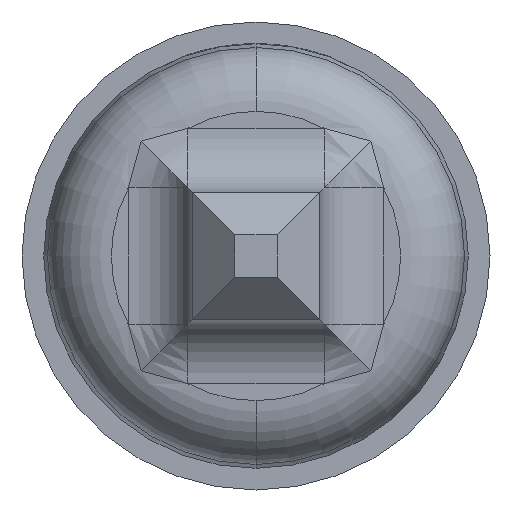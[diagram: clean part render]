
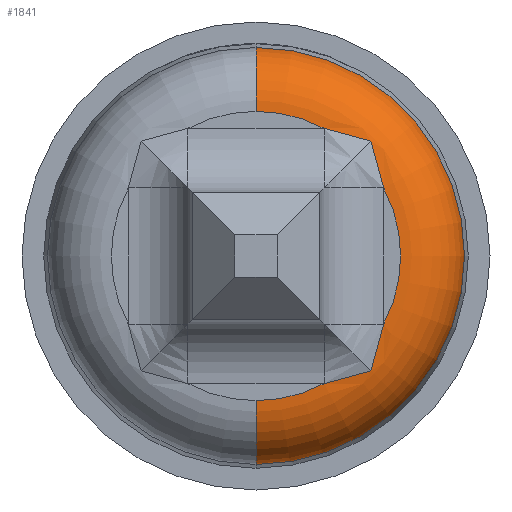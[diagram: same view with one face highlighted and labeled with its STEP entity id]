
A CAD part, front view. The second image highlights one B-rep face of the part: STEP entity #1841.
In plain terms, the highlighted toroidal (fillet/blend) face has major radius 0.68 mm and minor radius 0.3 mm.
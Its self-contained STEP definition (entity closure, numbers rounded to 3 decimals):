
#72 = CARTESIAN_POINT ( 'NONE',  ( 0., -29., -0.68 ) ) ;
#98 = CARTESIAN_POINT ( 'NONE',  ( 0., -29., 0. ) ) ;
#113 = ORIENTED_EDGE ( 'NONE', *, *, #131, .T. ) ;
#131 = EDGE_CURVE ( 'Defeature ausgef�hrt1_10+Defeature ausgef�hrt1_28+Defeature ausgef�hrt1_25+Defeature ausgef�hrt1_0', #3253, #2615, #955, .T. ) ;
#137 = DIRECTION ( 'NONE',  ( 0., -1., 0. ) ) ;
#153 = FACE_OUTER_BOUND ( 'NONE', #2638, .T. ) ;
#201 = ORIENTED_EDGE ( 'NONE', *, *, #3308, .T. ) ;
#249 = ORIENTED_EDGE ( 'NONE', *, *, #691, .T. ) ;
#316 = AXIS2_PLACEMENT_3D ( 'NONE', #1566, #2577, #1944 ) ;
#327 = EDGE_CURVE ( 'Defeature ausgef�hrt1_10+Defeature ausgef�hrt1_31+Defeature ausgef�hrt1_0+Defeature ausgef�hrt1_29', #2449, #2980, #2558, .T. ) ;
#351 = ORIENTED_EDGE ( 'NONE', *, *, #2874, .T. ) ;
#552 = CARTESIAN_POINT ( 'NONE',  ( 0.509, -28.993, 0.549 ) ) ;
#579 = AXIS2_PLACEMENT_3D ( 'NONE', #887, #2825, #1213 ) ;
#629 = ORIENTED_EDGE ( 'NONE', *, *, #1892, .F. ) ;
#691 = EDGE_CURVE ( 'Defeature ausgef�hrt1_10+Defeature ausgef�hrt1_29+Defeature ausgef�hrt1_31+Defeature ausgef�hrt1_3', #2980, #2772, #2101, .T. ) ;
#737 = ORIENTED_EDGE ( 'NONE', *, *, #1453, .F. ) ;
#774 = CARTESIAN_POINT ( 'NONE',  ( 0., -28.7, 0. ) ) ;
#800 = CARTESIAN_POINT ( 'NONE',  ( 0.6, -29., -0.32 ) ) ;
#835 = CIRCLE ( 'NONE', #3070, 0.98 ) ;
#841 = CARTESIAN_POINT ( 'NONE',  ( 0.446, -28.997, 0.567 ) ) ;
#867 = CARTESIAN_POINT ( 'NONE',  ( 0.54, -28.988, 0.54 ) ) ;
#887 = CARTESIAN_POINT ( 'NONE',  ( 0., -29., 0. ) ) ;
#892 = ORIENTED_EDGE ( 'NONE', *, *, #3085, .F. ) ;
#955 = B_SPLINE_CURVE_WITH_KNOTS ( 'NONE', 3,
 ( #1873, #2167, #3760, #3776 ),
 .UNSPECIFIED., .F., .F.,
 ( 4, 4 ),
 ( 0., 0. ),
 .UNSPECIFIED. ) ;
#957 = CARTESIAN_POINT ( 'NONE',  ( 0.6, -29., 0.32 ) ) ;
#995 = CIRCLE ( 'NONE', #316, 0.3 ) ;
#1054 = ORIENTED_EDGE ( 'NONE', *, *, #2518, .F. ) ;
#1073 = CARTESIAN_POINT ( 'NONE',  ( 0.54, -28.988, -0.54 ) ) ;
#1138 = CARTESIAN_POINT ( 'NONE',  ( 0., -28.7, 0.68 ) ) ;
#1162 = CARTESIAN_POINT ( 'NONE',  ( 0.478, -28.995, 0.558 ) ) ;
#1170 = VERTEX_POINT ( 'NONE', #72 ) ;
#1213 = DIRECTION ( 'NONE',  ( 0., 0., -1. ) ) ;
#1319 = CARTESIAN_POINT ( 'NONE',  ( 0.32, -29., -0.6 ) ) ;
#1343 = CARTESIAN_POINT ( 'NONE',  ( 0.54, -28.988, -0.54 ) ) ;
#1368 = VERTEX_POINT ( 'NONE', #3647 ) ;
#1374 = DIRECTION ( 'NONE',  ( 0., -1., 0. ) ) ;
#1386 = DIRECTION ( 'NONE',  ( 0., 0., -1. ) ) ;
#1436 = VERTEX_POINT ( 'NONE', #1784 ) ;
#1445 = AXIS2_PLACEMENT_3D ( 'NONE', #1757, #2112, #3367 ) ;
#1453 = EDGE_CURVE ( 'Defeature ausgef�hrt1_0+Defeature ausgef�hrt1_10+Defeature ausgef�hrt1_30+Defeature ausgef�hrt1_30', #2449, #2615, #2826, .T. ) ;
#1460 = CARTESIAN_POINT ( 'NONE',  ( 0.579, -28.999, -0.404 ) ) ;
#1562 = AXIS2_PLACEMENT_3D ( 'NONE', #98, #1374, #2287 ) ;
#1566 = CARTESIAN_POINT ( 'NONE',  ( 0., -28.7, -0.68 ) ) ;
#1586 = VERTEX_POINT ( 'NONE', #2003 ) ;
#1664 = CARTESIAN_POINT ( 'NONE',  ( 0., -28.7, 0. ) ) ;
#1697 = CARTESIAN_POINT ( 'NONE',  ( 0.468, -28.999, -0.561 ) ) ;
#1757 = CARTESIAN_POINT ( 'NONE',  ( 0., -29., 0. ) ) ;
#1767 = TOROIDAL_SURFACE ( 'NONE', #3981, 0.68, 0.3 ) ;
#1784 = CARTESIAN_POINT ( 'NONE',  ( 0., -28.7, -0.98 ) ) ;
#1803 = EDGE_CURVE ( 'Defeature ausgef�hrt1_3+Defeature ausgef�hrt1_10+Defeature ausgef�hrt1_26+Defeature ausgef�hrt1_26', #1170, #2772, #3522, .T. ) ;
#1841 = ADVANCED_FACE ( 'Defeature ausgef�hrt1_10', ( #153 ), #1767, .T. ) ;
#1853 = CARTESIAN_POINT ( 'NONE',  ( 0.6, -29., -0.32 ) ) ;
#1873 = CARTESIAN_POINT ( 'NONE',  ( 0.54, -28.988, 0.54 ) ) ;
#1892 = EDGE_CURVE ( 'Defeature ausgef�hrt1_9+Defeature ausgef�hrt1_10+Defeature ausgef�hrt1_10+Defeature ausgef�hrt1_10', #1586, #1436, #835, .T. ) ;
#1944 = DIRECTION ( 'NONE',  ( 0., 0., 1. ) ) ;
#2003 = CARTESIAN_POINT ( 'NONE',  ( 0., -28.7, 0.98 ) ) ;
#2060 = VERTEX_POINT ( 'NONE', #2218 ) ;
#2065 = DIRECTION ( 'NONE',  ( 0., 1., 0. ) ) ;
#2101 = B_SPLINE_CURVE_WITH_KNOTS ( 'NONE', 3,
 ( #1343, #1697, #2641, #2957 ),
 .UNSPECIFIED., .F., .F.,
 ( 4, 4 ),
 ( 0., 0. ),
 .UNSPECIFIED. ) ;
#2112 = DIRECTION ( 'NONE',  ( 0., -1., 0. ) ) ;
#2159 = CARTESIAN_POINT ( 'NONE',  ( 0.54, -28.988, -0.54 ) ) ;
#2167 = CARTESIAN_POINT ( 'NONE',  ( 0.561, -28.999, 0.468 ) ) ;
#2197 = ORIENTED_EDGE ( 'NONE', *, *, #1803, .F. ) ;
#2218 = CARTESIAN_POINT ( 'NONE',  ( 0.32, -29., 0.6 ) ) ;
#2287 = DIRECTION ( 'NONE',  ( 0., 0., -1. ) ) ;
#2367 = CARTESIAN_POINT ( 'NONE',  ( 0.549, -28.993, -0.509 ) ) ;
#2449 = VERTEX_POINT ( 'NONE', #1853 ) ;
#2481 = B_SPLINE_CURVE_WITH_KNOTS ( 'NONE', 3,
 ( #3371, #4038, #3692, #841, #1162, #552, #867 ),
 .UNSPECIFIED., .F., .F.,
 ( 4, 3, 4 ),
 ( 0., 0., 0. ),
 .UNSPECIFIED. ) ;
#2503 = CIRCLE ( 'NONE', #579, 0.68 ) ;
#2518 = EDGE_CURVE ( 'Defeature ausgef�hrt1_1+Defeature ausgef�hrt1_10+Defeature ausgef�hrt1_27+Defeature ausgef�hrt1_27', #2060, #1368, #2503, .T. ) ;
#2558 = B_SPLINE_CURVE_WITH_KNOTS ( 'NONE', 3,
 ( #800, #3982, #1460, #3620, #2696, #2367, #1073 ),
 .UNSPECIFIED., .F., .F.,
 ( 4, 3, 4 ),
 ( 0., 0., 0. ),
 .UNSPECIFIED. ) ;
#2560 = ORIENTED_EDGE ( 'NONE', *, *, #327, .T. ) ;
#2577 = DIRECTION ( 'NONE',  ( -1., 0., 0. ) ) ;
#2615 = VERTEX_POINT ( 'NONE', #957 ) ;
#2638 = EDGE_LOOP ( 'NONE', ( #629, #201, #1054, #351, #113, #737, #2560, #249, #2197, #892 ) ) ;
#2641 = CARTESIAN_POINT ( 'NONE',  ( 0.394, -29., -0.583 ) ) ;
#2696 = CARTESIAN_POINT ( 'NONE',  ( 0.558, -28.995, -0.478 ) ) ;
#2699 = CARTESIAN_POINT ( 'NONE',  ( 0.54, -28.988, 0.54 ) ) ;
#2772 = VERTEX_POINT ( 'NONE', #1319 ) ;
#2825 = DIRECTION ( 'NONE',  ( 0., -1., 0. ) ) ;
#2826 = CIRCLE ( 'NONE', #1445, 0.68 ) ;
#2849 = CIRCLE ( 'NONE', #3224, 0.3 ) ;
#2874 = EDGE_CURVE ( 'Defeature ausgef�hrt1_10+Defeature ausgef�hrt1_25+Defeature ausgef�hrt1_1+Defeature ausgef�hrt1_28', #2060, #3253, #2481, .T. ) ;
#2957 = CARTESIAN_POINT ( 'NONE',  ( 0.32, -29., -0.6 ) ) ;
#2980 = VERTEX_POINT ( 'NONE', #2159 ) ;
#3070 = AXIS2_PLACEMENT_3D ( 'NONE', #774, #2065, #3984 ) ;
#3085 = EDGE_CURVE ( 'NONE', #1436, #1170, #995, .T. ) ;
#3224 = AXIS2_PLACEMENT_3D ( 'NONE', #1138, #3361, #3417 ) ;
#3253 = VERTEX_POINT ( 'NONE', #2699 ) ;
#3308 = EDGE_CURVE ( 'NONE', #1586, #1368, #2849, .T. ) ;
#3361 = DIRECTION ( 'NONE',  ( 1., 0., 0. ) ) ;
#3367 = DIRECTION ( 'NONE',  ( 0., 0., -1. ) ) ;
#3371 = CARTESIAN_POINT ( 'NONE',  ( 0.32, -29., 0.6 ) ) ;
#3417 = DIRECTION ( 'NONE',  ( 0., 0., -1. ) ) ;
#3522 = CIRCLE ( 'NONE', #1562, 0.68 ) ;
#3620 = CARTESIAN_POINT ( 'NONE',  ( 0.567, -28.997, -0.446 ) ) ;
#3647 = CARTESIAN_POINT ( 'NONE',  ( 0., -29., 0.68 ) ) ;
#3692 = CARTESIAN_POINT ( 'NONE',  ( 0.404, -28.999, 0.579 ) ) ;
#3760 = CARTESIAN_POINT ( 'NONE',  ( 0.583, -29., 0.394 ) ) ;
#3776 = CARTESIAN_POINT ( 'NONE',  ( 0.6, -29., 0.32 ) ) ;
#3981 = AXIS2_PLACEMENT_3D ( 'NONE', #1664, #137, #1386 ) ;
#3982 = CARTESIAN_POINT ( 'NONE',  ( 0.59, -29., -0.362 ) ) ;
#3984 = DIRECTION ( 'NONE',  ( 0., 0., -1. ) ) ;
#4038 = CARTESIAN_POINT ( 'NONE',  ( 0.362, -29., 0.59 ) ) ;
